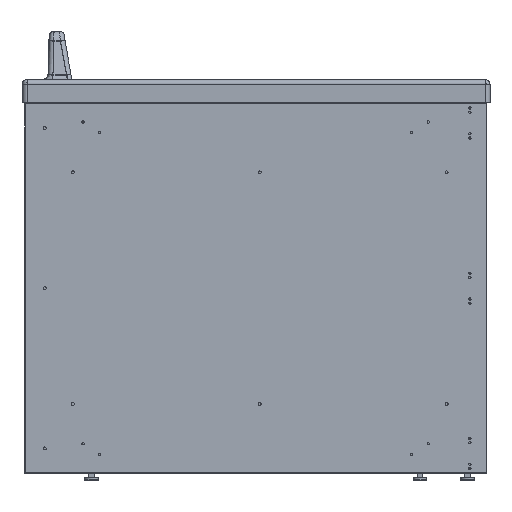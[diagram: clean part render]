
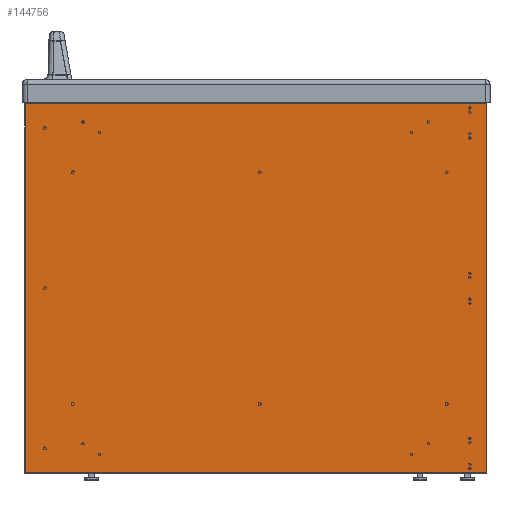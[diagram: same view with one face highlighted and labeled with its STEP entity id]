
A CAD part, front view. The second image highlights one B-rep face of the part: STEP entity #144756.
In plain terms, the highlighted face is planar.
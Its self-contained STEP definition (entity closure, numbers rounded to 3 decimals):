
#143730=CARTESIAN_POINT('',(-792.0,-346.0,554.2));
#143731=VERTEX_POINT('',#143730);
#143732=CARTESIAN_POINT('',(-792.0,-346.0,0.8));
#143733=VERTEX_POINT('',#143732);
#143734=CARTESIAN_POINT('',(-792.0,-346.0,554.2));
#143735=DIRECTION('',(0.0,0.0,-1.0));
#143736=VECTOR('',#143735,553.4);
#143737=LINE('',#143734,#143736);
#143738=EDGE_CURVE('',#143731,#143733,#143737,.T.);
#143838=CARTESIAN_POINT('',(-792.0,345.2,0.8));
#143839=VERTEX_POINT('',#143838);
#143840=CARTESIAN_POINT('',(-792.0,-346.0,0.8));
#143841=DIRECTION('',(0.0,1.0,0.0));
#143842=VECTOR('',#143841,691.2);
#143843=LINE('',#143840,#143842);
#143844=EDGE_CURVE('',#143839,#143733,#143843,.F.);
#143867=CARTESIAN_POINT('',(-792.0,345.2,554.2));
#143868=VERTEX_POINT('',#143867);
#143878=CARTESIAN_POINT('',(-792.0,345.2,554.2));
#143879=DIRECTION('',(0.0,0.0,-1.0));
#143880=VECTOR('',#143879,553.4);
#143881=LINE('',#143878,#143880);
#143882=EDGE_CURVE('',#143868,#143839,#143881,.T.);
#143900=CARTESIAN_POINT('',(-792.0,-346.0,554.2));
#143901=DIRECTION('',(0.0,1.0,0.0));
#143902=VECTOR('',#143901,691.2);
#143903=LINE('',#143900,#143902);
#143904=EDGE_CURVE('',#143731,#143868,#143903,.T.);
#144745=CARTESIAN_POINT('',(-792.0,-346.0,555.0));
#144746=DIRECTION('',(-1.0,0.0,0.0));
#144747=DIRECTION('',(0.0,0.0,1.0));
#144748=AXIS2_PLACEMENT_3D('',#144745,#144746,#144747);
#144749=PLANE('',#144748);
#144750=ORIENTED_EDGE('',*,*,#143882,.T.);
#144751=ORIENTED_EDGE('',*,*,#143844,.T.);
#144752=ORIENTED_EDGE('',*,*,#143738,.F.);
#144753=ORIENTED_EDGE('',*,*,#143904,.T.);
#144754=EDGE_LOOP('',(#144750,#144751,#144752,#144753));
#144755=FACE_OUTER_BOUND('',#144754,.T.);
#144756=ADVANCED_FACE('',(#144755),#144749,.T.);
